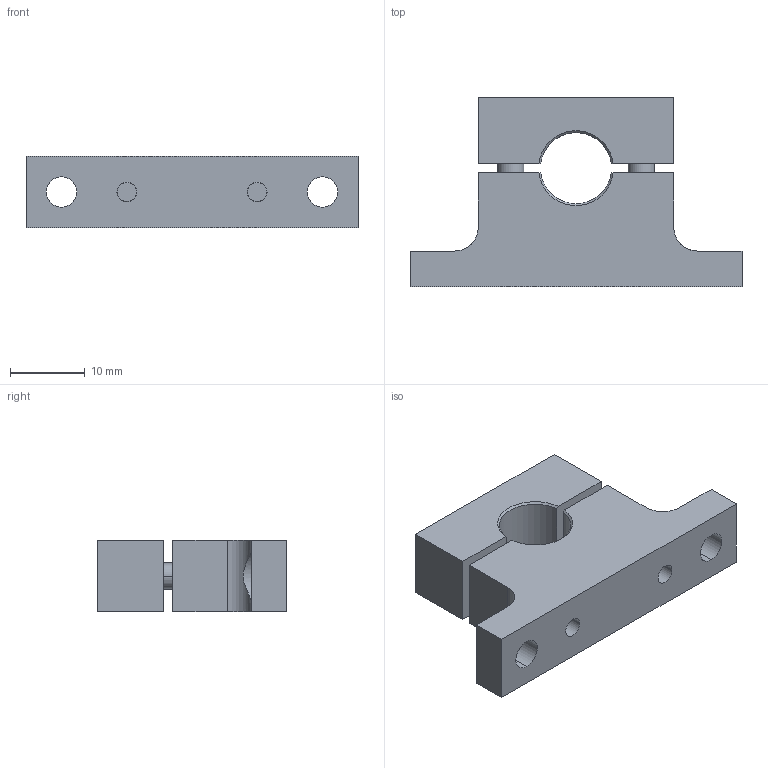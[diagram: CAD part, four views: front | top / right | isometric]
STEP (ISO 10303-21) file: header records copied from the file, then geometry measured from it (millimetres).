
FILE_DESCRIPTION (( 'STEP AP214' ), '1' );
FILE_NAME ('TMSSL-06.step', '2017-08-09T17:56:41', ( '' ), ( '' ), 'SwSTEP 2.0', 'SolidWorks 2017', '' );
FILE_SCHEMA (( 'AUTOMOTIVE_DESIGN' ));
Length unit declared in the file: inch
Products named in the file (1): TMSSL-06
Bounding box: 44.45 x 25.36 x 9.53 mm (x, y, z)
Volume: 6022.4 mm3; surface area: 4257.1 mm2
Topology: 4 solids, 4 shells, 92 faces, 236 edges, 154 vertices
Faces by surface type: plane 38, cylinder 30, cone 16, bspline 8
Entity records: 4419 total; most frequent: CARTESIAN_POINT 907, DIRECTION 466, ORIENTED_EDGE 464, EDGE_CURVE 232, AXIS2_PLACEMENT_3D 179, VERTEX_POINT 154, EDGE_LOOP 110, VECTOR 108
